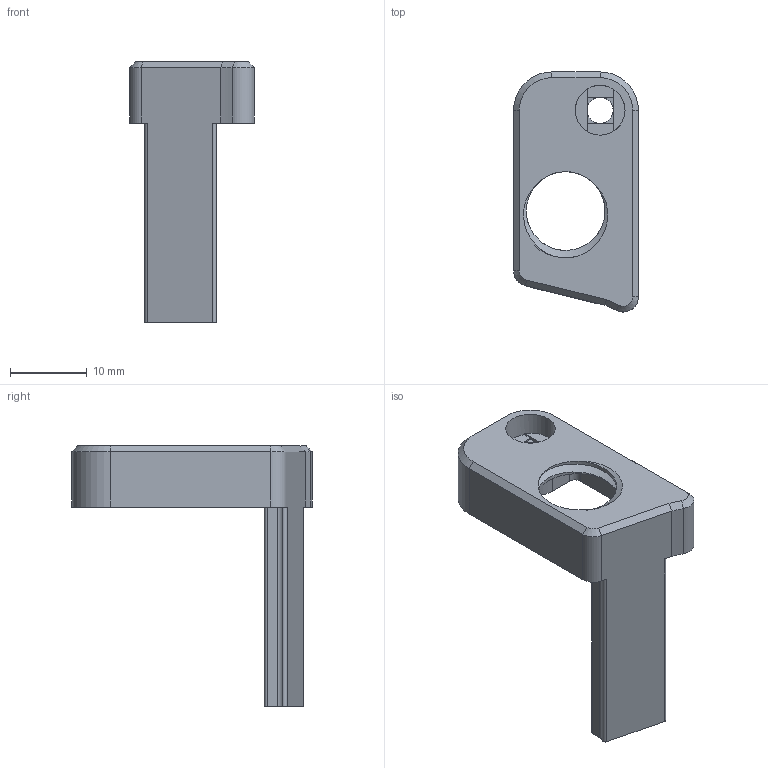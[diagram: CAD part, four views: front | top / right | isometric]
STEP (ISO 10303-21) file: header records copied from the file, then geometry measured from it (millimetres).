
FILE_DESCRIPTION(/* description */ (''),/* implementation_level */ '2;1');
FILE_NAME(/* name */ 'pg7_mount.step',/* time_stamp */ '2024-09-28T16:22:10-04:00',/* author */ (''),/* organization */ (''),/* preprocessor_version */ 'ST-DEVELOPER v20',/* originating_system */ 'Autodesk Translation Framework v13.20.0.188',/* authorisation */ '');
FILE_SCHEMA (('AUTOMOTIVE_DESIGN { 1 0 10303 214 3 1 1 }'));
Length unit declared in the file: millimetre
Products named in the file (1): AluminumG v53
Bounding box: 16.3 x 31.34 x 34 mm (x, y, z)
Volume: 2294.8 mm3; surface area: 2690.9 mm2
Topology: 1 solids, 1 shells, 61 faces, 163 edges, 104 vertices
Faces by surface type: plane 31, cylinder 23, cone 5, bspline 2
Full cylindrical faces by diameter (mm): 3.4 x1, 6.5 x1
Entity records: 2619 total; most frequent: CARTESIAN_POINT 1051, ORIENTED_EDGE 326, DIRECTION 324, EDGE_CURVE 163, AXIS2_PLACEMENT_3D 114, VERTEX_POINT 104, LINE 96, VECTOR 96
